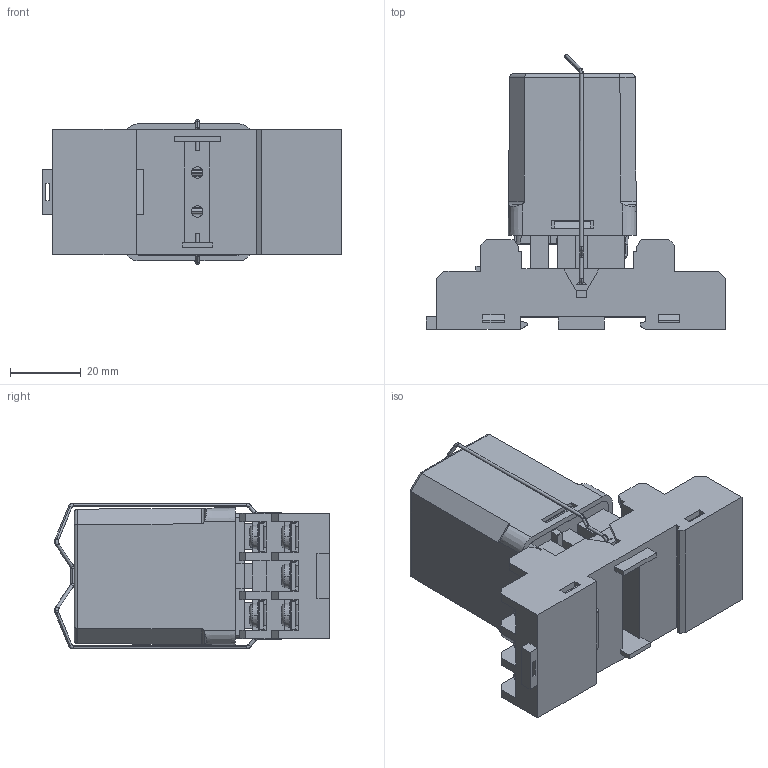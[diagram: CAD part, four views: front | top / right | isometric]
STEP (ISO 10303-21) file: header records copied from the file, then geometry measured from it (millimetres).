
FILE_DESCRIPTION (( 'STEP AP214' ), '1' );
FILE_NAME ('PRUCT.STEP', '2019-02-21T06:54:22', ( '' ), ( '' ), 'SwSTEP 2.0', 'SolidWorks 2019', '' );
FILE_SCHEMA (( 'AUTOMOTIVE_DESIGN' ));
Length unit declared in the file: millimetre
Products named in the file (4): MBA; GUC11S; PRUCT; RUC faston 4,8x0,5
Assembly tree (3 placements, depth 2):
  PRUCT
    GUC11S
    RUC faston 4,8x0,5
    MBA
Bounding box: 84.5 x 77.48 x 41 mm (x, y, z)
Volume: 67891.2 mm3; surface area: 42498.4 mm2
Topology: 14 solids, 16 shells, 1846 faces, 4858 edges, 3137 vertices
Faces by surface type: plane 1181, cylinder 375, bspline 116, sphere 74, torus 73, cone 27
Entity records: 81399 total; most frequent: CARTESIAN_POINT 17663, ORIENTED_EDGE 9716, DIRECTION 8812, EDGE_CURVE 4858, VECTOR 3372, LINE 3372, VERTEX_POINT 3137, AXIS2_PLACEMENT_3D 2720
